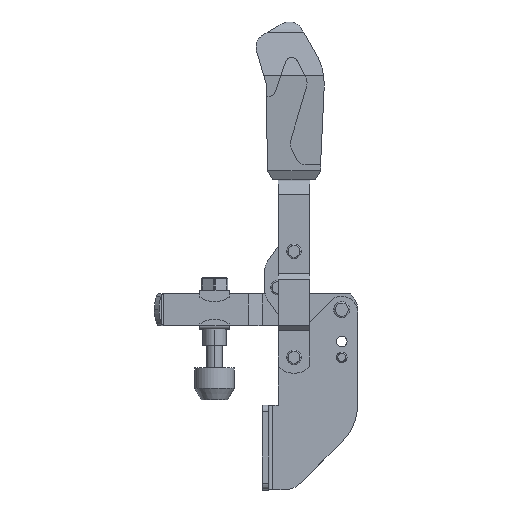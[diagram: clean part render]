
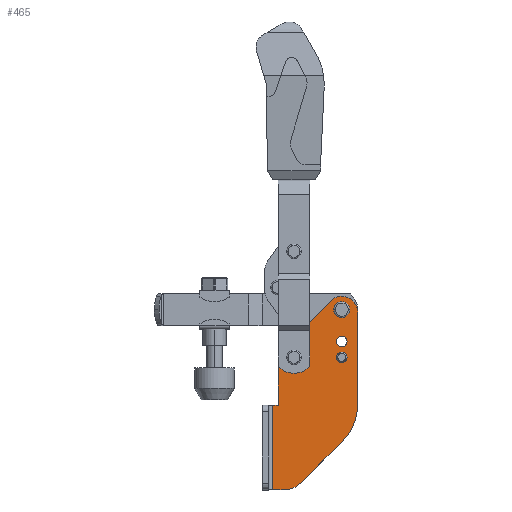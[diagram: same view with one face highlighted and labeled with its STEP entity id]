
A CAD part, top view. The second image highlights one B-rep face of the part: STEP entity #465.
In plain terms, the highlighted planar face has unit normal (0, 0, 1).
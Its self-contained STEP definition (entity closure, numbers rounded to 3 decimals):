
#465=ADVANCED_FACE('NONE',(#1283,#1284,#1285,#1286,#1287),#1288,.F.);
#1283=FACE_OUTER_BOUND('',#2520,.T.);
#1284=FACE_BOUND('',#2521,.T.);
#1285=FACE_BOUND('',#2522,.T.);
#1286=FACE_BOUND('',#2523,.T.);
#1287=FACE_BOUND('',#2524,.T.);
#1288=PLANE('',#2525);
#2520=EDGE_LOOP('',(#3848,#3849,#3850,#3851,#3852,#3853,#3854,#3855,#3856,#3857,#3858));
#2521=EDGE_LOOP('',(#3859,#3860));
#2522=EDGE_LOOP('',(#3861,#3862));
#2523=EDGE_LOOP('',(#3863,#3864));
#2524=EDGE_LOOP('',(#3865,#3866));
#2525=AXIS2_PLACEMENT_3D('',#3867,#3868,#3869);
#3848=ORIENTED_EDGE('',*,*,#7221,.T.);
#3849=ORIENTED_EDGE('',*,*,#7222,.T.);
#3850=ORIENTED_EDGE('',*,*,#7219,.T.);
#3851=ORIENTED_EDGE('',*,*,#7223,.T.);
#3852=ORIENTED_EDGE('',*,*,#7224,.T.);
#3853=ORIENTED_EDGE('',*,*,#7225,.T.);
#3854=ORIENTED_EDGE('',*,*,#7226,.T.);
#3855=ORIENTED_EDGE('',*,*,#7227,.F.);
#3856=ORIENTED_EDGE('',*,*,#7228,.T.);
#3857=ORIENTED_EDGE('',*,*,#7229,.T.);
#3858=ORIENTED_EDGE('',*,*,#7230,.T.);
#3859=ORIENTED_EDGE('',*,*,#7231,.F.);
#3860=ORIENTED_EDGE('',*,*,#7102,.F.);
#3861=ORIENTED_EDGE('',*,*,#7105,.F.);
#3862=ORIENTED_EDGE('',*,*,#7232,.F.);
#3863=ORIENTED_EDGE('',*,*,#7157,.T.);
#3864=ORIENTED_EDGE('',*,*,#7233,.T.);
#3865=ORIENTED_EDGE('',*,*,#7234,.T.);
#3866=ORIENTED_EDGE('',*,*,#7180,.T.);
#3867=CARTESIAN_POINT('',(-26.0,5.0,5.0));
#3868=DIRECTION('',(0.0,0.0,-1.0));
#3869=DIRECTION('',(0.0,-1.0,0.0));
#7102=EDGE_CURVE('NONE',#8450,#8452,#8453,.T.);
#7105=EDGE_CURVE('NONE',#8456,#8457,#8458,.T.);
#7157=EDGE_CURVE('NONE',#8547,#8545,#8548,.T.);
#7180=EDGE_CURVE('NONE',#8583,#8584,#8585,.T.);
#7219=EDGE_CURVE('NONE',#8643,#8647,#8649,.T.);
#7221=EDGE_CURVE('NONE',#8651,#8652,#8653,.T.);
#7222=EDGE_CURVE('NONE',#8652,#8643,#8654,.T.);
#7223=EDGE_CURVE('NONE',#8647,#8655,#8656,.T.);
#7224=EDGE_CURVE('NONE',#8655,#8657,#8658,.T.);
#7225=EDGE_CURVE('NONE',#8657,#8659,#8660,.T.);
#7226=EDGE_CURVE('NONE',#8659,#8661,#8662,.T.);
#7227=EDGE_CURVE('NONE',#8663,#8661,#8664,.T.);
#7228=EDGE_CURVE('NONE',#8663,#8665,#8666,.T.);
#7229=EDGE_CURVE('NONE',#8665,#8667,#8668,.T.);
#7230=EDGE_CURVE('NONE',#8667,#8651,#8669,.T.);
#7231=EDGE_CURVE('NONE',#8452,#8450,#8670,.T.);
#7232=EDGE_CURVE('NONE',#8457,#8456,#8671,.T.);
#7233=EDGE_CURVE('NONE',#8545,#8547,#8672,.T.);
#7234=EDGE_CURVE('NONE',#8584,#8583,#8673,.T.);
#8450=VERTEX_POINT('NONE',#10423);
#8452=VERTEX_POINT('NONE',#10426);
#8453=CIRCLE('',#10427,2.0);
#8456=VERTEX_POINT('NONE',#10431);
#8457=VERTEX_POINT('NONE',#10432);
#8458=CIRCLE('',#10433,2.0);
#8545=VERTEX_POINT('NONE',#10540);
#8547=VERTEX_POINT('NONE',#10543);
#8548=CIRCLE('',#10544,2.0);
#8583=VERTEX_POINT('NONE',#10586);
#8584=VERTEX_POINT('NONE',#10587);
#8585=CIRCLE('',#10588,3.0);
#8643=VERTEX_POINT('NONE',#10659);
#8647=VERTEX_POINT('NONE',#10664);
#8649=LINE('',#10666,#10667);
#8651=VERTEX_POINT('NONE',#10669);
#8652=VERTEX_POINT('NONE',#10670);
#8653=LINE('',#10671,#10672);
#8654=LINE('',#10673,#10674);
#8655=VERTEX_POINT('NONE',#10675);
#8656=LINE('',#10676,#10677);
#8657=VERTEX_POINT('NONE',#10678);
#8658=CIRCLE('',#10679,10.0);
#8659=VERTEX_POINT('NONE',#10680);
#8660=LINE('',#10681,#10682);
#8661=VERTEX_POINT('NONE',#10683);
#8662=CIRCLE('',#10684,20.0);
#8663=VERTEX_POINT('NONE',#10685);
#8664=LINE('',#10686,#10687);
#8665=VERTEX_POINT('NONE',#10688);
#8666=CIRCLE('',#10689,6.0);
#8667=VERTEX_POINT('NONE',#10690);
#8668=LINE('',#10691,#10692);
#8669=CIRCLE('',#10693,5.0);
#8670=CIRCLE('',#10694,2.0);
#8671=CIRCLE('',#10695,2.0);
#8672=CIRCLE('',#10696,2.0);
#8673=CIRCLE('',#10697,3.0);
#10423=CARTESIAN_POINT('',(2.0,-12.0,5.0));
#10426=CARTESIAN_POINT('',(-2.0,-12.0,5.0));
#10427=AXIS2_PLACEMENT_3D('',#13936,#13937,#13938);
#10431=CARTESIAN_POINT('',(-2.0,-18.0,5.0));
#10432=CARTESIAN_POINT('',(2.0,-18.0,5.0));
#10433=AXIS2_PLACEMENT_3D('',#13940,#13941,#13942);
#10540=CARTESIAN_POINT('',(-16.0,-18.0,5.0));
#10543=CARTESIAN_POINT('',(-20.0,-18.0,5.0));
#10544=AXIS2_PLACEMENT_3D('',#14024,#14025,#14026);
#10586=CARTESIAN_POINT('',(3.0,0.0,5.0));
#10587=CARTESIAN_POINT('',(-3.0,0.0,5.0));
#10588=AXIS2_PLACEMENT_3D('',#14064,#14065,#14066);
#10659=CARTESIAN_POINT('',(-26.0,-36.0,5.0));
#10664=CARTESIAN_POINT('',(-26.0,-68.0,5.0));
#10666=CARTESIAN_POINT('',(-26.0,5.0,5.0));
#10667=VECTOR('',#14138,1000.0);
#10669=CARTESIAN_POINT('',(-24.0,-18.586,5.0));
#10670=CARTESIAN_POINT('',(-24.0,-36.0,5.0));
#10671=CARTESIAN_POINT('',(-24.0,5.0,5.0));
#10672=VECTOR('',#14139,1000.0);
#10673=CARTESIAN_POINT('',(-26.0,-36.0,5.0));
#10674=VECTOR('',#14140,1000.0);
#10675=CARTESIAN_POINT('',(-22.142,-68.0,5.0));
#10676=CARTESIAN_POINT('',(-26.0,-68.0,5.0));
#10677=VECTOR('',#14141,1000.0);
#10678=CARTESIAN_POINT('',(-15.071,-65.071,5.0));
#10679=AXIS2_PLACEMENT_3D('',#14142,#14143,#14144);
#10680=CARTESIAN_POINT('',(0.142,-49.858,5.0));
#10681=CARTESIAN_POINT('',(14.5,-35.5,5.0));
#10682=VECTOR('',#14145,1000.0);
#10683=CARTESIAN_POINT('',(6.0,-35.716,5.0));
#10684=AXIS2_PLACEMENT_3D('',#14146,#14147,#14148);
#10685=CARTESIAN_POINT('',(6.0,-1.0,5.0));
#10686=CARTESIAN_POINT('',(6.0,5.0,5.0));
#10687=VECTOR('',#14149,1000.0);
#10688=CARTESIAN_POINT('',(-4.243,3.243,5.0));
#10689=AXIS2_PLACEMENT_3D('',#14150,#14151,#14152);
#10690=CARTESIAN_POINT('',(-22.536,-15.05,5.0));
#10691=CARTESIAN_POINT('',(-14.243,-6.757,5.0));
#10692=VECTOR('',#14153,1000.0);
#10693=AXIS2_PLACEMENT_3D('',#14154,#14155,#14156);
#10694=AXIS2_PLACEMENT_3D('',#14157,#14158,#14159);
#10695=AXIS2_PLACEMENT_3D('',#14160,#14161,#14162);
#10696=AXIS2_PLACEMENT_3D('',#14163,#14164,#14165);
#10697=AXIS2_PLACEMENT_3D('',#14166,#14167,#14168);
#13936=CARTESIAN_POINT('',(0.0,-12.0,5.0));
#13937=DIRECTION('',(0.0,0.0,1.0));
#13938=DIRECTION('',(-1.0,0.0,0.0));
#13940=CARTESIAN_POINT('',(0.0,-18.0,5.0));
#13941=DIRECTION('',(0.0,0.0,1.0));
#13942=DIRECTION('',(-1.0,0.0,0.0));
#14024=CARTESIAN_POINT('',(-18.0,-18.0,5.0));
#14025=DIRECTION('',(0.0,0.0,-1.0));
#14026=DIRECTION('',(-1.0,0.0,0.0));
#14064=CARTESIAN_POINT('',(0.0,0.0,5.0));
#14065=DIRECTION('',(0.0,0.0,-1.0));
#14066=DIRECTION('',(-1.0,0.0,0.0));
#14138=DIRECTION('',(0.0,-1.0,0.0));
#14139=DIRECTION('',(0.0,-1.0,0.0));
#14140=DIRECTION('',(-1.0,0.0,0.0));
#14141=DIRECTION('',(1.0,0.0,0.0));
#14142=CARTESIAN_POINT('',(-22.142,-58.0,5.0));
#14143=DIRECTION('',(0.0,0.0,1.0));
#14144=DIRECTION('',(-1.0,0.0,0.0));
#14145=DIRECTION('',(0.707,0.707,0.0));
#14146=CARTESIAN_POINT('',(-14.0,-35.716,5.0));
#14147=DIRECTION('',(0.0,0.0,1.0));
#14148=DIRECTION('',(-1.0,0.0,0.0));
#14149=DIRECTION('',(0.0,-1.0,0.0));
#14150=CARTESIAN_POINT('',(0.0,-1.0,5.0));
#14151=DIRECTION('',(0.0,0.0,1.0));
#14152=DIRECTION('',(-1.0,0.0,0.0));
#14153=DIRECTION('',(-0.707,-0.707,0.0));
#14154=CARTESIAN_POINT('',(-19.0,-18.586,5.0));
#14155=DIRECTION('',(0.0,0.0,1.0));
#14156=DIRECTION('',(-1.0,0.0,0.0));
#14157=CARTESIAN_POINT('',(0.0,-12.0,5.0));
#14158=DIRECTION('',(0.0,0.0,1.0));
#14159=DIRECTION('',(-1.0,0.0,0.0));
#14160=CARTESIAN_POINT('',(0.0,-18.0,5.0));
#14161=DIRECTION('',(0.0,0.0,1.0));
#14162=DIRECTION('',(-1.0,0.0,0.0));
#14163=CARTESIAN_POINT('',(-18.0,-18.0,5.0));
#14164=DIRECTION('',(0.0,0.0,-1.0));
#14165=DIRECTION('',(-1.0,0.0,0.0));
#14166=CARTESIAN_POINT('',(0.0,0.0,5.0));
#14167=DIRECTION('',(0.0,0.0,-1.0));
#14168=DIRECTION('',(-1.0,0.0,0.0));
